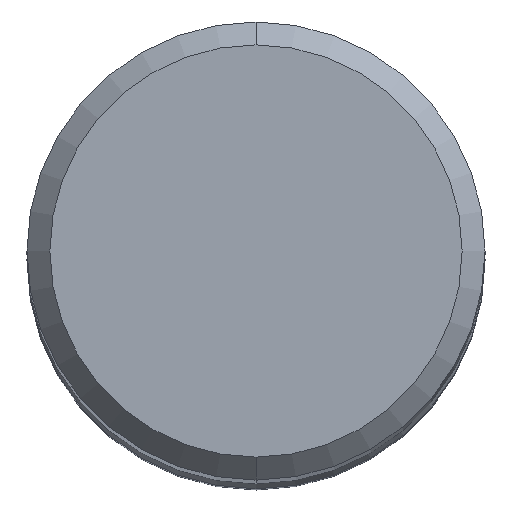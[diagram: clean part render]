
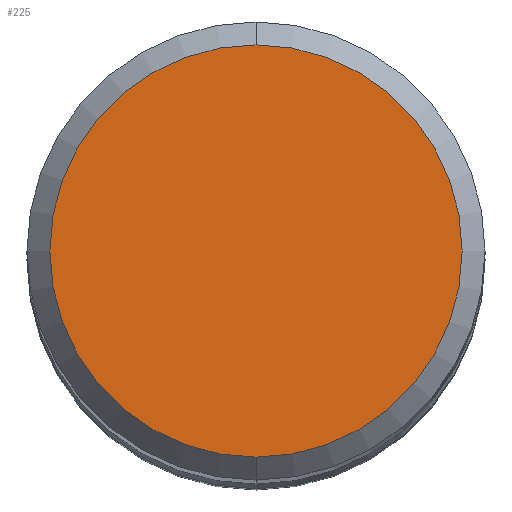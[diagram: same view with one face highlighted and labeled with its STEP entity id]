
A CAD part, top view. The second image highlights one B-rep face of the part: STEP entity #225.
In plain terms, the highlighted planar face has unit normal (0, 0, 1).
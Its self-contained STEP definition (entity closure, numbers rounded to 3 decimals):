
#225=ADVANCED_FACE('',(#553),#554,.T.);
#279=VERTEX_POINT('',#615);
#307=VERTEX_POINT('',#645);
#375=EDGE_CURVE('',#279,#307,#718,.T.);
#379=EDGE_CURVE('',#307,#279,#723,.T.);
#553=FACE_OUTER_BOUND('',#918,.T.);
#554=PLANE('',#919);
#615=CARTESIAN_POINT('',(0.,-3.6,0.0));
#645=CARTESIAN_POINT('',(0.0,3.6,0.0));
#718=CIRCLE('',#1209,3.6);
#723=CIRCLE('',#1215,3.6);
#918=EDGE_LOOP('',(#1574,#1575));
#919=AXIS2_PLACEMENT_3D('',#1576,#1577,#1578);
#1209=AXIS2_PLACEMENT_3D('',#1774,#1775,#1776);
#1215=AXIS2_PLACEMENT_3D('',#1785,#1786,#1787);
#1574=ORIENTED_EDGE('',*,*,#379,.F.);
#1575=ORIENTED_EDGE('',*,*,#375,.F.);
#1576=CARTESIAN_POINT('',(0.0,1.8,0.0));
#1577=DIRECTION('',(-0.0,0.0,1.0));
#1578=DIRECTION('',(0.0,-1.0,0.0));
#1774=CARTESIAN_POINT('',(0.0,0.0,0.0));
#1775=DIRECTION('',(0.0,0.0,-1.0));
#1776=DIRECTION('',(0.0,1.0,0.0));
#1785=CARTESIAN_POINT('',(0.0,0.0,0.0));
#1786=DIRECTION('',(0.0,0.0,-1.0));
#1787=DIRECTION('',(0.0,1.0,0.0));
